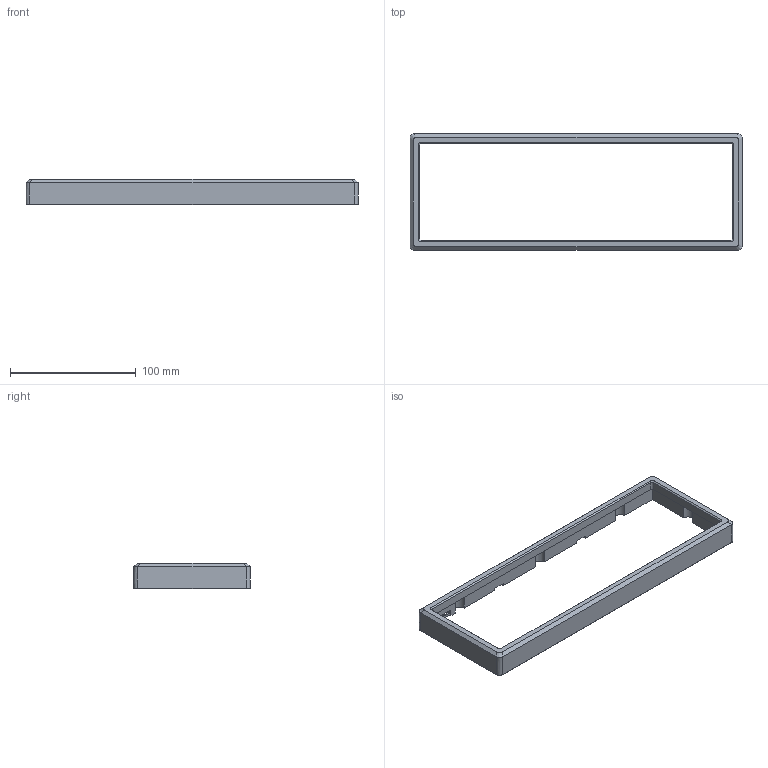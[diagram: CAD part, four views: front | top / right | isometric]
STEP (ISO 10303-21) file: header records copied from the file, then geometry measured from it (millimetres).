
FILE_DESCRIPTION(/* description */ (''),/* implementation_level */ '2;1');
FILE_NAME(/* name */ 'Phoenix45-Top.step',/* time_stamp */ '2020-08-07T19:40:56-04:00',/* author */ (''),/* organization */ (''),/* preprocessor_version */ 'ST-DEVELOPER v18.1',/* originating_system */ 'Autodesk Translation Framework v9.3.0.1241',/* authorisation */ '');
FILE_SCHEMA (('AUTOMOTIVE_DESIGN { 1 0 10303 214 3 1 1 }'));
Length unit declared in the file: millimetre
Products named in the file (1): Top
Bounding box: 263.65 x 92.2 x 20 mm (x, y, z)
Volume: 80919.7 mm3; surface area: 36707.3 mm2
Topology: 1 solids, 1 shells, 133 faces, 314 edges, 194 vertices
Faces by surface type: plane 56, cylinder 49, bspline 12, torus 12, cone 4
Full cylindrical faces by diameter (mm): 1.5 x11
Entity records: 4193 total; most frequent: CARTESIAN_POINT 1096, DIRECTION 639, ORIENTED_EDGE 628, EDGE_CURVE 314, AXIS2_PLACEMENT_3D 237, VERTEX_POINT 194, LINE 165, VECTOR 165
